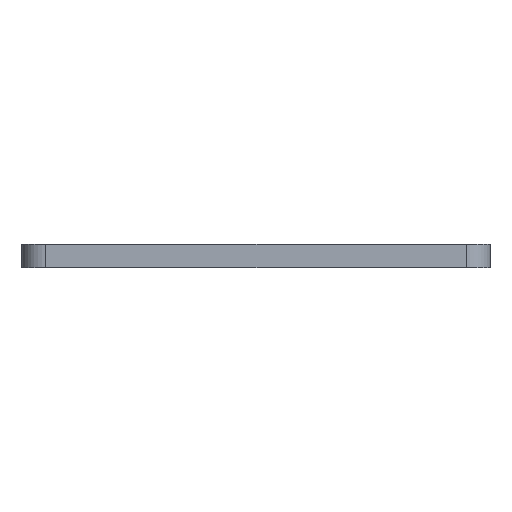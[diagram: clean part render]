
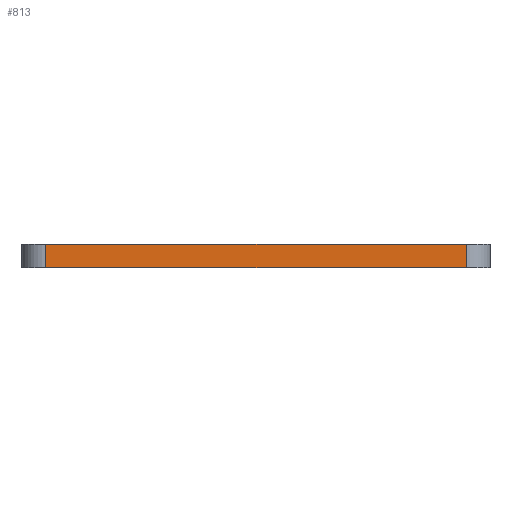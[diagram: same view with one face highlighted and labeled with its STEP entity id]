
A CAD part, left-side view. The second image highlights one B-rep face of the part: STEP entity #813.
In plain terms, the highlighted planar face has unit normal (-1, 0, 0).
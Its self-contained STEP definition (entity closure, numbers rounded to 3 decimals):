
#31=PLANE('',#879);
#55=FACE_OUTER_BOUND('',#104,.T.);
#104=EDGE_LOOP('',(#605,#606,#607,#608));
#160=LINE('',#1215,#240);
#176=LINE('',#1282,#256);
#178=LINE('',#1286,#258);
#179=LINE('',#1287,#259);
#240=VECTOR('',#962,10.);
#256=VECTOR('',#1016,10.);
#258=VECTOR('',#1020,10.);
#259=VECTOR('',#1021,10.);
#362=VERTEX_POINT('',#1212);
#363=VERTEX_POINT('',#1214);
#395=VERTEX_POINT('',#1280);
#396=VERTEX_POINT('',#1285);
#444=EDGE_CURVE('',#362,#363,#160,.T.);
#478=EDGE_CURVE('',#395,#362,#176,.T.);
#480=EDGE_CURVE('',#396,#395,#178,.T.);
#481=EDGE_CURVE('',#363,#396,#179,.T.);
#605=ORIENTED_EDGE('',*,*,#478,.F.);
#606=ORIENTED_EDGE('',*,*,#480,.F.);
#607=ORIENTED_EDGE('',*,*,#481,.F.);
#608=ORIENTED_EDGE('',*,*,#444,.F.);
#813=ADVANCED_FACE('',(#55),#31,.T.);
#879=AXIS2_PLACEMENT_3D('',#1284,#1018,#1019);
#962=DIRECTION('',(0.,1.,0.));
#1016=DIRECTION('',(0.,0.,-1.));
#1018=DIRECTION('center_axis',(-1.,0.,0.));
#1019=DIRECTION('ref_axis',(0.,-1.,0.));
#1020=DIRECTION('',(0.,-1.,0.));
#1021=DIRECTION('',(0.,0.,1.));
#1212=CARTESIAN_POINT('',(-42.5,-26.5,15.7));
#1214=CARTESIAN_POINT('',(-42.5,26.5,15.7));
#1215=CARTESIAN_POINT('',(-42.5,-29.5,15.7));
#1280=CARTESIAN_POINT('',(-42.5,-26.5,18.7));
#1282=CARTESIAN_POINT('',(-42.5,-26.5,15.7));
#1284=CARTESIAN_POINT('Origin',(-42.5,29.5,15.7));
#1285=CARTESIAN_POINT('',(-42.5,26.5,18.7));
#1286=CARTESIAN_POINT('',(-42.5,-29.5,18.7));
#1287=CARTESIAN_POINT('',(-42.5,26.5,15.7));
